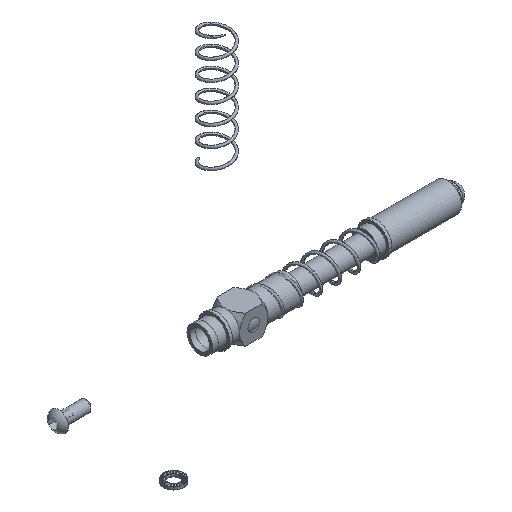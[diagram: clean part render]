
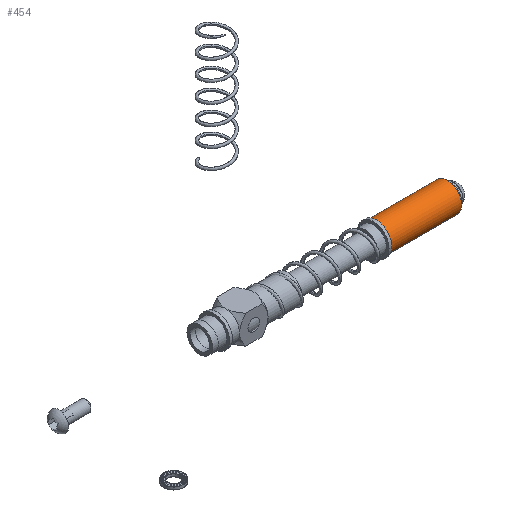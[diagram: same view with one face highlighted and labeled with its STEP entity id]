
A CAD part, isometric view. The second image highlights one B-rep face of the part: STEP entity #454.
In plain terms, the highlighted cylindrical face has radius 5 mm (diameter 10 mm), a full revolution.
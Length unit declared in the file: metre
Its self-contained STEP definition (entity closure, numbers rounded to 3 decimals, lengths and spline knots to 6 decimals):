
#454 = ADVANCED_FACE( '', ( #872, #873 ), #874, .T. );
#872 = FACE_OUTER_BOUND( '', #1435, .T. );
#873 = FACE_OUTER_BOUND( '', #1436, .T. );
#874 = CYLINDRICAL_SURFACE( '', #1437, 0.005 );
#1435 = EDGE_LOOP( '', ( #2629 ) );
#1436 = EDGE_LOOP( '', ( #2630 ) );
#1437 = AXIS2_PLACEMENT_3D( '', #2631, #2632, #2633 );
#2629 = ORIENTED_EDGE( '', *, *, #4843, .T. );
#2630 = ORIENTED_EDGE( '', *, *, #4844, .F. );
#2631 = CARTESIAN_POINT( '', ( 0.025, 0., 0. ) );
#2632 = DIRECTION( '', ( 1., 0., 0. ) );
#2633 = DIRECTION( '', ( 0., 0., 1. ) );
#4843 = EDGE_CURVE( '', #5539, #5539, #5540, .T. );
#4844 = EDGE_CURVE( '', #5541, #5541, #5542, .T. );
#5539 = VERTEX_POINT( '', #6593 );
#5540 = CIRCLE( '', #6594, 0.005 );
#5541 = VERTEX_POINT( '', #6595 );
#5542 = CIRCLE( '', #6596, 0.005 );
#6593 = CARTESIAN_POINT( '', ( 0.025, 0.005, 0. ) );
#6594 = AXIS2_PLACEMENT_3D( '', #8315, #8316, #8317 );
#6595 = CARTESIAN_POINT( '', ( 0., 0.005, 0. ) );
#6596 = AXIS2_PLACEMENT_3D( '', #8318, #8319, #8320 );
#8315 = CARTESIAN_POINT( '', ( 0.025, 0., 0. ) );
#8316 = DIRECTION( '', ( -1., 0., 0. ) );
#8317 = DIRECTION( '', ( 0., 1., 0. ) );
#8318 = CARTESIAN_POINT( '', ( 0., 0., 0. ) );
#8319 = DIRECTION( '', ( -1., 0., 0. ) );
#8320 = DIRECTION( '', ( 0., 1., 0. ) );
